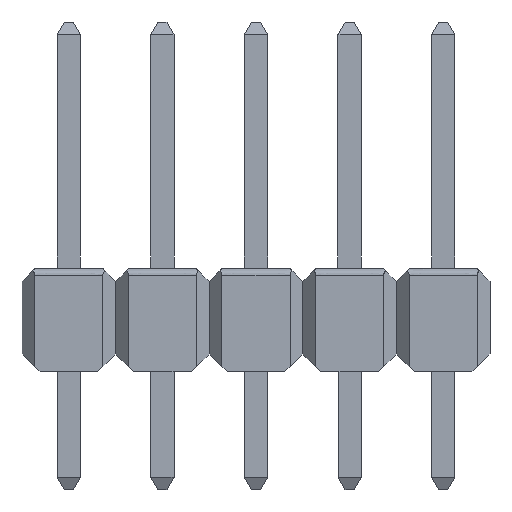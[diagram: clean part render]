
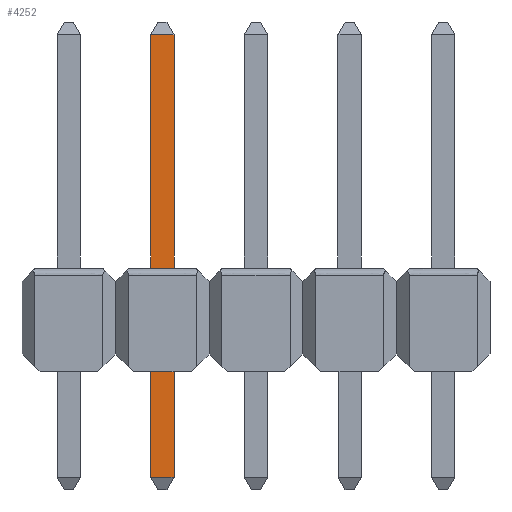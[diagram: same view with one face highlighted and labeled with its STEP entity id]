
A CAD part, front view. The second image highlights one B-rep face of the part: STEP entity #4252.
In plain terms, the highlighted free-form (B-spline) face has degree [1, 1] with [2, 2] control points.
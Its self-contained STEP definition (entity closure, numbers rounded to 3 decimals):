
#138 = CARTESIAN_POINT ( 'NONE',  ( 2.855, -0.315, -2.86 ) ) ;
#392 = EDGE_CURVE ( 'NONE', #4698, #2037, #3826, .T. ) ;
#657 = ORIENTED_EDGE ( 'NONE', *, *, #4528, .F. ) ;
#903 = CARTESIAN_POINT ( 'NONE',  ( 2.855, -0.315, 9.156 ) ) ;
#962 = ORIENTED_EDGE ( 'NONE', *, *, #1694, .F. ) ;
#995 = CARTESIAN_POINT ( 'NONE',  ( 2.855, -0.315, 9.156 ) ) ;
#1025 = CARTESIAN_POINT ( 'NONE',  ( 2.225, -0.315, -2.86 ) ) ;
#1305 = FACE_OUTER_BOUND ( 'NONE', #2368, .T. ) ;
#1694 = EDGE_CURVE ( 'NONE', #3437, #4698, #2080, .T. ) ;
#1722 = CARTESIAN_POINT ( 'NONE',  ( 2.865, -0.315, 9.326 ) ) ;
#2036 = CARTESIAN_POINT ( 'NONE',  ( 2.225, -0.315, -2.86 ) ) ;
#2037 = VERTEX_POINT ( 'NONE', #903 ) ;
#2080 = B_SPLINE_CURVE_WITH_KNOTS ( 'NONE', 1,
 ( #1025, #2705 ),
 .UNSPECIFIED., .F., .F.,
 ( 2, 2 ),
 ( 11.156, 20.383 ),
 .UNSPECIFIED. ) ;
#2241 = B_SPLINE_CURVE_WITH_KNOTS ( 'NONE', 1,
 ( #995, #138 ),
 .UNSPECIFIED., .F., .F.,
 ( 2, 2 ),
 ( 0.038, 9.266 ),
 .UNSPECIFIED. ) ;
#2368 = EDGE_LOOP ( 'NONE', ( #962, #3884, #657, #3351 ) ) ;
#2470 = CARTESIAN_POINT ( 'NONE',  ( 2.225, -0.315, 9.156 ) ) ;
#2544 = CARTESIAN_POINT ( 'NONE',  ( 2.215, -0.315, -2.981 ) ) ;
#2705 = CARTESIAN_POINT ( 'NONE',  ( 2.225, -0.315, 9.156 ) ) ;
#2728 = CARTESIAN_POINT ( 'NONE',  ( 2.865, -0.315, -2.981 ) ) ;
#3015 = EDGE_CURVE ( 'NONE', #3940, #3437, #5032, .T. ) ;
#3200 = CARTESIAN_POINT ( 'NONE',  ( 2.855, -0.315, -2.86 ) ) ;
#3351 = ORIENTED_EDGE ( 'NONE', *, *, #392, .F. ) ;
#3437 = VERTEX_POINT ( 'NONE', #4661 ) ;
#3738 = CARTESIAN_POINT ( 'NONE',  ( 2.855, -0.315, 9.156 ) ) ;
#3826 = B_SPLINE_CURVE_WITH_KNOTS ( 'NONE', 1,
 ( #4968, #3738 ),
 .UNSPECIFIED., .F., .F.,
 ( 2, 2 ),
 ( 9.266, 9.896 ),
 .UNSPECIFIED. ) ;
#3840 = CARTESIAN_POINT ( 'NONE',  ( 2.855, -0.315, -2.86 ) ) ;
#3884 = ORIENTED_EDGE ( 'NONE', *, *, #3015, .F. ) ;
#3940 = VERTEX_POINT ( 'NONE', #3840 ) ;
#4252 = ADVANCED_FACE ( 'NONE', ( #1305 ), #4981, .T. ) ;
#4256 = CARTESIAN_POINT ( 'NONE',  ( 2.215, -0.315, 9.326 ) ) ;
#4528 = EDGE_CURVE ( 'NONE', #2037, #3940, #2241, .T. ) ;
#4661 = CARTESIAN_POINT ( 'NONE',  ( 2.225, -0.315, -2.86 ) ) ;
#4698 = VERTEX_POINT ( 'NONE', #2470 ) ;
#4968 = CARTESIAN_POINT ( 'NONE',  ( 2.225, -0.315, 9.156 ) ) ;
#4981 = B_SPLINE_SURFACE_WITH_KNOTS ( 'NONE', 1, 1, ( 
 ( #4256, #1722 ),
 ( #2544, #2728 ) ),
 .UNSPECIFIED., .F., .F., .F.,
 ( 2, 2 ),
 ( 2, 2 ),
 ( -9.358, 0.093 ),
 ( -0.64, 0.01 ),
 .UNSPECIFIED. ) ;
#5032 = B_SPLINE_CURVE_WITH_KNOTS ( 'NONE', 1,
 ( #3200, #2036 ),
 .UNSPECIFIED., .F., .F.,
 ( 2, 2 ),
 ( -0.63, 0. ),
 .UNSPECIFIED. ) ;
